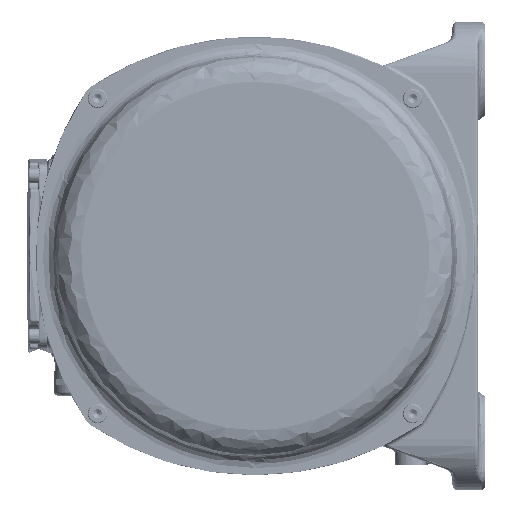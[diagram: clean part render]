
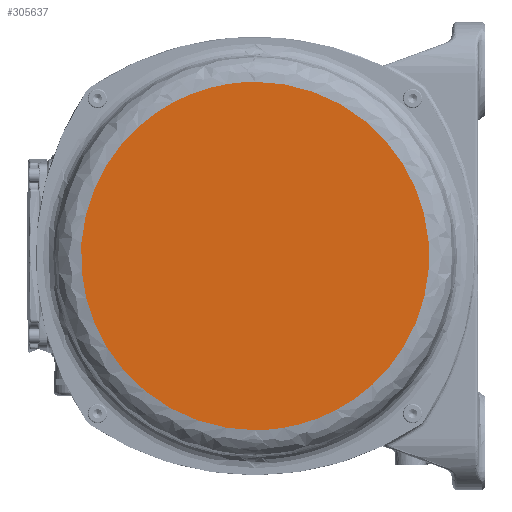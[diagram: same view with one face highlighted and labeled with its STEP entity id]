
A CAD part, left-side view. The second image highlights one B-rep face of the part: STEP entity #305637.
In plain terms, the highlighted planar face has unit normal (-1, 0, 0).
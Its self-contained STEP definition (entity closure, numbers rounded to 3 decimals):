
#6763 = PLANE ( 'NONE',  #197831 ) ;
#40008 = CARTESIAN_POINT ( 'NONE',  ( -353., 0., 117.2 ) ) ;
#67339 = CARTESIAN_POINT ( 'NONE',  ( -353., -117.2, 0. ) ) ;
#123800 = CARTESIAN_POINT ( 'NONE',  ( -353., 0., 117.2 ) ) ;
#143213 = CARTESIAN_POINT ( 'NONE',  ( -353., 0., 117.2 ) ) ;
#150837 = CARTESIAN_POINT ( 'NONE',  ( -353., -234.4, 117.2 ) ) ;
#156196 = CARTESIAN_POINT ( 'NONE',  ( -353., -234.4, -117.2 ) ) ;
#167873 = CARTESIAN_POINT ( 'NONE',  ( -353., 0., -117.2 ) ) ;
#187424 = DIRECTION ( 'NONE',  ( -1., 0., 0. ) ) ;
#189000 = ORIENTED_EDGE ( 'NONE', *, *, #189650, .F. ) ;
#189650 = EDGE_CURVE ( 'NONE', #342222, #306931, #332081, .T. ) ;
#197831 = AXIS2_PLACEMENT_3D ( 'NONE', #67339, #187424, #222244 ) ;
#198918 = CARTESIAN_POINT ( 'NONE',  ( -353., 234.4, 117.2 ) ) ;
#222244 = DIRECTION ( 'NONE',  ( 0., 0., 1. ) ) ;
#234736 = ORIENTED_EDGE ( 'NONE', *, *, #251837, .F. ) ;
#244507 = EDGE_LOOP ( 'NONE', ( #189000, #234736 ) ) ;
#251837 = EDGE_CURVE ( 'NONE', #306931, #342222, #347795, .T. ) ;
#267903 = FACE_OUTER_BOUND ( 'NONE', #244507, .T. ) ;
#305637 = ADVANCED_FACE ( 'NONE', ( #267903 ), #6763, .T. ) ;
#306931 = VERTEX_POINT ( 'NONE', #143213 ) ;
#332081 =( BOUNDED_CURVE ( )  B_SPLINE_CURVE ( 3, ( #167873, #383182, #198918, #40008 ),
 .UNSPECIFIED., .F., .F. ) 
 B_SPLINE_CURVE_WITH_KNOTS ( ( 4, 4 ),
 ( 0., 0.5 ),
 .UNSPECIFIED. ) 
 CURVE ( )  GEOMETRIC_REPRESENTATION_ITEM ( )  RATIONAL_B_SPLINE_CURVE ( ( 1., 0.333, 0.333, 1. ) ) 
 REPRESENTATION_ITEM ( '' )  );
#342222 = VERTEX_POINT ( 'NONE', #382901 ) ;
#347795 =( BOUNDED_CURVE ( )  B_SPLINE_CURVE ( 3, ( #123800, #150837, #156196, #397162 ),
 .UNSPECIFIED., .F., .F. ) 
 B_SPLINE_CURVE_WITH_KNOTS ( ( 4, 4 ),
 ( 0.5, 1. ),
 .UNSPECIFIED. ) 
 CURVE ( )  GEOMETRIC_REPRESENTATION_ITEM ( )  RATIONAL_B_SPLINE_CURVE ( ( 1., 0.333, 0.333, 1. ) ) 
 REPRESENTATION_ITEM ( '' )  );
#382901 = CARTESIAN_POINT ( 'NONE',  ( -353., 0., -117.2 ) ) ;
#383182 = CARTESIAN_POINT ( 'NONE',  ( -353., 234.4, -117.2 ) ) ;
#397162 = CARTESIAN_POINT ( 'NONE',  ( -353., 0., -117.2 ) ) ;
